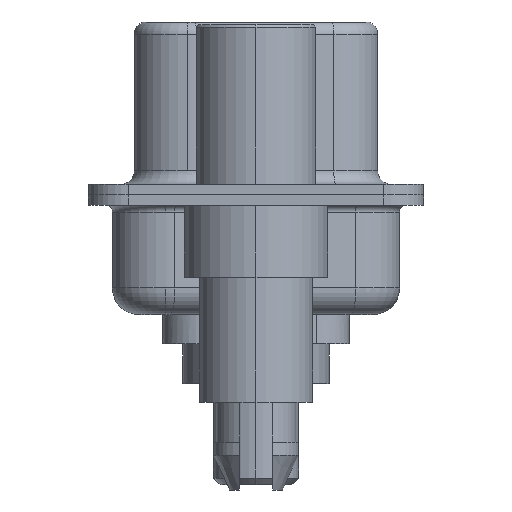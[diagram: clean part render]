
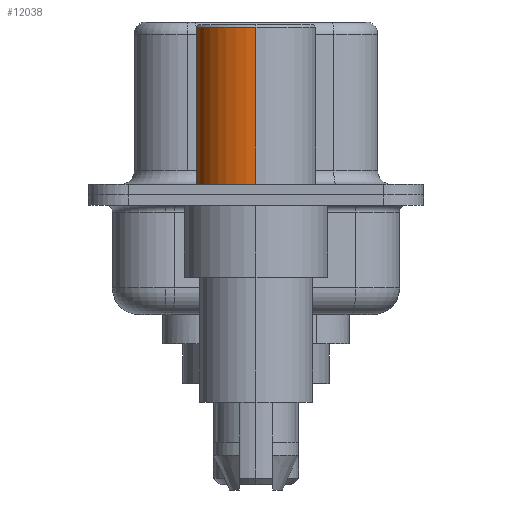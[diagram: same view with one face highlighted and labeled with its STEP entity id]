
A CAD part, left-side view. The second image highlights one B-rep face of the part: STEP entity #12038.
In plain terms, the highlighted cylindrical face has radius 2.25 mm (diameter 4.5 mm), a partial arc.
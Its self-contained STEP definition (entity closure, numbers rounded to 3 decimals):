
#1391 = AXIS2_PLACEMENT_3D ( 'NONE', #17969, #10523, #10264 ) ;
#1576 = DIRECTION ( 'NONE',  ( 1., 0., 0. ) ) ;
#2006 = CARTESIAN_POINT ( 'NONE',  ( 2.25, 0., 0.581 ) ) ;
#2224 = ORIENTED_EDGE ( 'NONE', *, *, #18602, .F. ) ;
#2484 = ORIENTED_EDGE ( 'NONE', *, *, #5881, .F. ) ;
#2866 = ORIENTED_EDGE ( 'NONE', *, *, #5301, .T. ) ;
#2937 = VECTOR ( 'NONE', #17781, 1000. ) ;
#3810 = VERTEX_POINT ( 'NONE', #17608 ) ;
#4488 = DIRECTION ( 'NONE',  ( 0., 0., 1. ) ) ;
#5301 = EDGE_CURVE ( 'NONE', #8321, #3810, #18363, .T. ) ;
#5398 = VERTEX_POINT ( 'NONE', #18571 ) ;
#5881 = EDGE_CURVE ( 'NONE', #8321, #5398, #7150, .T. ) ;
#5883 = CARTESIAN_POINT ( 'NONE',  ( 0., 0., 0.581 ) ) ;
#6287 = FACE_OUTER_BOUND ( 'NONE', #13763, .T. ) ;
#7041 = CIRCLE ( 'NONE', #17386, 2.25 ) ;
#7140 = DIRECTION ( 'NONE',  ( 0., 0., 1. ) ) ;
#7150 = LINE ( 'NONE', #2006, #2937 ) ;
#7225 = CARTESIAN_POINT ( 'NONE',  ( -2.25, 0., 0.581 ) ) ;
#8089 = LINE ( 'NONE', #7225, #12024 ) ;
#8321 = VERTEX_POINT ( 'NONE', #10411 ) ;
#8729 = VERTEX_POINT ( 'NONE', #12693 ) ;
#10264 = DIRECTION ( 'NONE',  ( 1., 0., 0. ) ) ;
#10411 = CARTESIAN_POINT ( 'NONE',  ( 2.25, 0., 0.4 ) ) ;
#10523 = DIRECTION ( 'NONE',  ( 0., 0., 1. ) ) ;
#12024 = VECTOR ( 'NONE', #17644, 1000. ) ;
#12038 = ADVANCED_FACE ( 'NONE', ( #6287 ), #13222, .T. ) ;
#12693 = CARTESIAN_POINT ( 'NONE',  ( -2.25, 0., 6.3 ) ) ;
#13150 = EDGE_CURVE ( 'NONE', #3810, #8729, #8089, .T. ) ;
#13222 = CYLINDRICAL_SURFACE ( 'NONE', #15241, 2.25 ) ;
#13599 = ORIENTED_EDGE ( 'NONE', *, *, #13150, .T. ) ;
#13763 = EDGE_LOOP ( 'NONE', ( #2866, #13599, #2224, #2484 ) ) ;
#15241 = AXIS2_PLACEMENT_3D ( 'NONE', #5883, #4488, #1576 ) ;
#16056 = CARTESIAN_POINT ( 'NONE',  ( 0., 0., 6.3 ) ) ;
#17386 = AXIS2_PLACEMENT_3D ( 'NONE', #16056, #7140, #17560 ) ;
#17560 = DIRECTION ( 'NONE',  ( 1., 0., 0. ) ) ;
#17608 = CARTESIAN_POINT ( 'NONE',  ( -2.25, 0., 0.4 ) ) ;
#17644 = DIRECTION ( 'NONE',  ( 0., 0., 1. ) ) ;
#17781 = DIRECTION ( 'NONE',  ( 0., 0., 1. ) ) ;
#17969 = CARTESIAN_POINT ( 'NONE',  ( 0., 0., 0.4 ) ) ;
#18363 = CIRCLE ( 'NONE', #1391, 2.25 ) ;
#18571 = CARTESIAN_POINT ( 'NONE',  ( 2.25, 0., 6.3 ) ) ;
#18602 = EDGE_CURVE ( 'NONE', #5398, #8729, #7041, .T. ) ;
